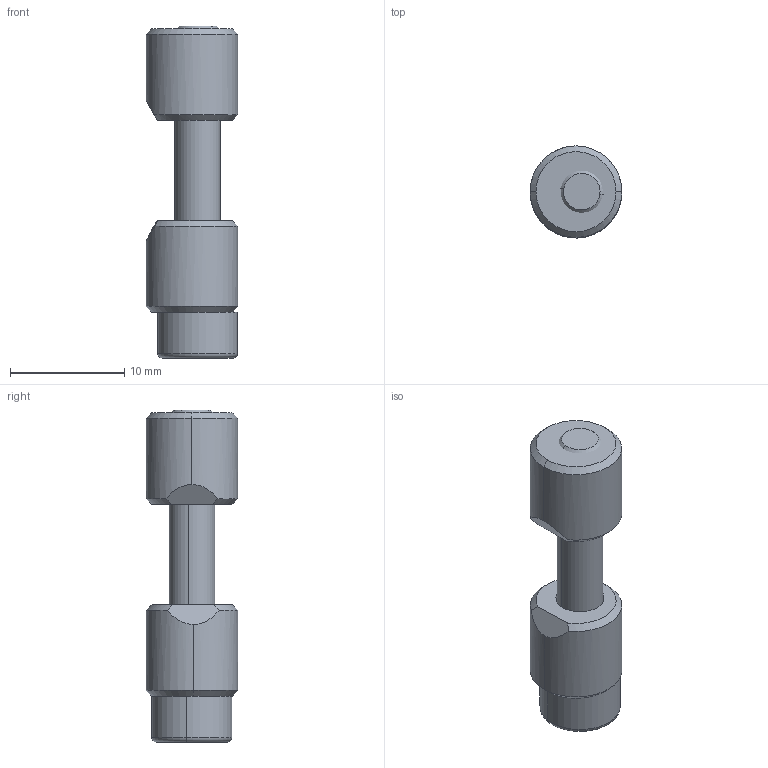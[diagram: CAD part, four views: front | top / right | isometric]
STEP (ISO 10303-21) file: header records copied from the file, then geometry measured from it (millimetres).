
FILE_DESCRIPTION (( 'STEP AP214' ), '1' );
FILE_NAME ('23341.0508.stp', '2021-12-22T10:45:51', ( '' ), ( '' ), 'SwSTEP 2.0', 'SolidWorks 2021', '' );
FILE_SCHEMA (( 'AUTOMOTIVE_DESIGN' ));
Length unit declared in the file: millimetre
Products named in the file (4): 23341.0008-Schraube_23341.30008; 23341.0008-Huelse-2_23341.20008; 23341.0508; 23341.0008-Huelse-1_23341.10008
Assembly tree (3 placements, depth 2):
  23341.0508
    23341.0008-Huelse-1_23341.10008
    23341.0008-Huelse-2_23341.20008
    23341.0008-Schraube_23341.30008
Bounding box: 8 x 8.01 x 29 mm (x, y, z)
Volume: 1046.8 mm3; surface area: 1226.9 mm2
Topology: 3 solids, 3 shells, 59 faces, 128 edges, 75 vertices
Faces by surface type: plane 21, cone 18, cylinder 14, torus 6
Entity records: 1844 total; most frequent: CARTESIAN_POINT 334, DIRECTION 300, ORIENTED_EDGE 252, EDGE_CURVE 126, AXIS2_PLACEMENT_3D 125, VERTEX_POINT 75, EDGE_LOOP 65, CIRCLE 60
